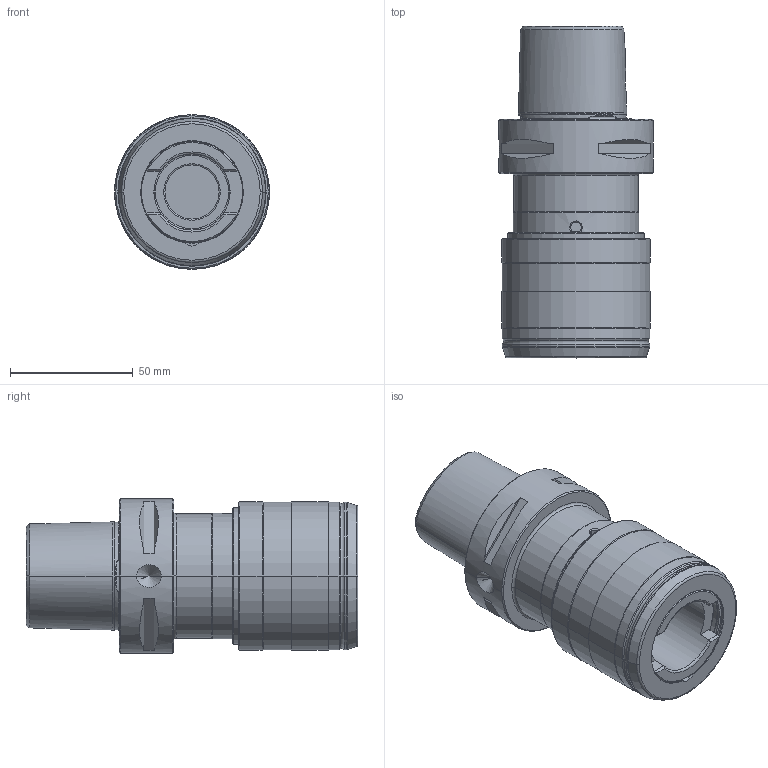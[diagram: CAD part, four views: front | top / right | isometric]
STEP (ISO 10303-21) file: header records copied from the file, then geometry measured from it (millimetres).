
FILE_DESCRIPTION((''),'2;1');
FILE_NAME('34600-C63_SW0001','2016-04-04T',('040'),(''),'CREO PARAMETRIC BY PTC INC, 2015380','CREO PARAMETRIC BY PTC INC, 2015380','');
FILE_SCHEMA(('CONFIG_CONTROL_DESIGN'));
Length unit declared in the file: millimetre
Products named in the file (1): 34600-C63_SW0001
Bounding box: 63 x 135 x 63 mm (x, y, z)
Volume: 210435.5 mm3; surface area: 72218.2 mm2
Topology: 3 solids, 3 shells, 365 faces, 849 edges, 498 vertices
Faces by surface type: cylinder 109, cone 105, plane 72, torus 53, bspline 14, sphere 12
Entity records: 14131 total; most frequent: CARTESIAN_POINT 5878, DIRECTION 1792, ORIENTED_EDGE 1674, EDGE_CURVE 837, AXIS2_PLACEMENT_3D 749, VERTEX_POINT 498, EDGE_LOOP 399, CIRCLE 398
